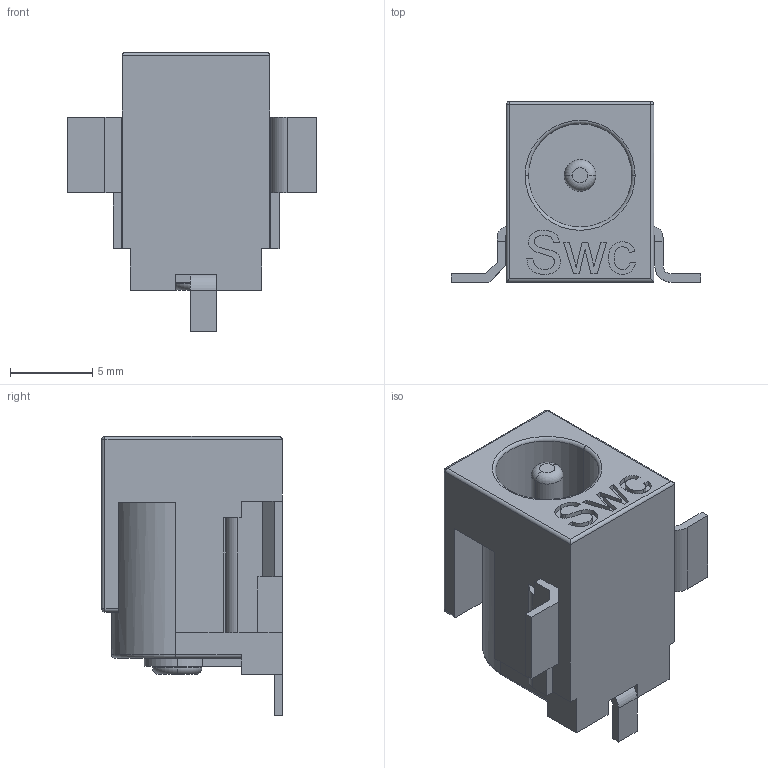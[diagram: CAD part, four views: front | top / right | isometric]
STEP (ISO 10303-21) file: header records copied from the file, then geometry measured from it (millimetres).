
FILE_DESCRIPTION (( 'STEP AP214' ), '1' );
FILE_NAME ('User Library-Power Socket 2.1 Surface mt.STEP', '2021-10-07T20:41:06', ( '' ), ( '' ), 'SwSTEP 2.0', 'SolidWorks 2021', '' );
FILE_SCHEMA (( 'AUTOMOTIVE_DESIGN' ));
Length unit declared in the file: millimetre
Products named in the file (1): User Library-Power Socket 2.1 Surface mt
Bounding box: 15.2 x 11 x 17 mm (x, y, z)
Volume: 1003.3 mm3; surface area: 1276.3 mm2
Topology: 3 solids, 3 shells, 159 faces, 414 edges, 264 vertices
Faces by surface type: plane 96, cylinder 29, bspline 23, torus 7, sphere 4
Entity records: 6799 total; most frequent: CARTESIAN_POINT 2369, ORIENTED_EDGE 820, DIRECTION 701, EDGE_CURVE 410, VECTOR 293, LINE 293, VERTEX_POINT 264, AXIS2_PLACEMENT_3D 204
